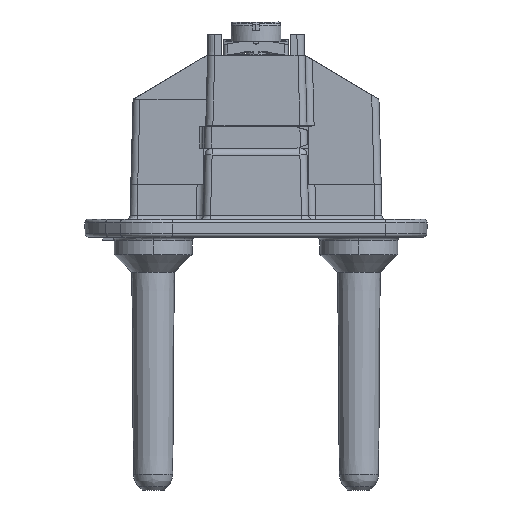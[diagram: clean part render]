
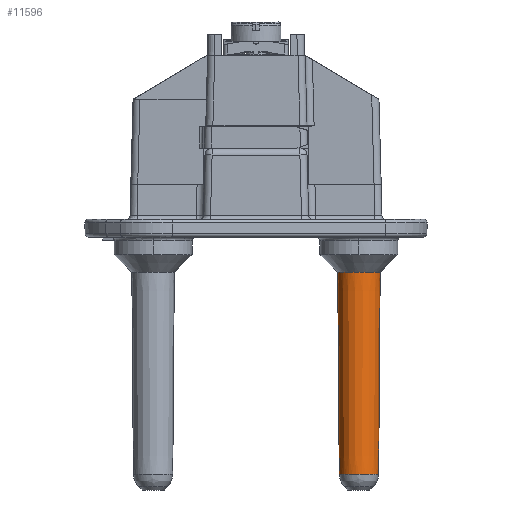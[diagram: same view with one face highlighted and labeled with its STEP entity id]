
A CAD part, left-side view. The second image highlights one B-rep face of the part: STEP entity #11596.
In plain terms, the highlighted conical face has half-angle 0.43 degrees and reference radius 2.875 mm.
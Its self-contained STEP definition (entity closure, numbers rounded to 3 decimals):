
#3889=CARTESIAN_POINT('',(4.45,-14.45,-7.42));
#3890=DIRECTION('',(0.,0.,-1.));
#3891=DIRECTION('',(0.,-1.,0.));
#3892=AXIS2_PLACEMENT_3D('',#3889,#3890,#3891);
#3913=DIRECTION('',(0.,-0.008,1.));
#3914=VECTOR('',#3913,28.348);
#3915=CARTESIAN_POINT('',(4.45,-17.219,
-35.767));
#3916=LINE('',#3915,#3914);
#3917=DIRECTION('',(0.,-0.008,-1.));
#3918=VECTOR('',#3917,28.348);
#3919=CARTESIAN_POINT('',(4.45,-11.469,
-7.42));
#3920=LINE('',#3919,#3918);
#3936=CARTESIAN_POINT('',(4.45,-14.45,-35.767));
#3937=DIRECTION('',(0.,0.,1.));
#3938=DIRECTION('',(0.,1.,0.));
#3939=AXIS2_PLACEMENT_3D('',#3936,#3937,#3938);
#5702=CARTESIAN_POINT('',(4.45,-17.431,
-7.42));
#5703=VERTEX_POINT('',#5702);
#5704=CARTESIAN_POINT('',(4.45,-11.469,
-7.42));
#5705=VERTEX_POINT('',#5704);
#5706=CARTESIAN_POINT('',(4.45,-17.219,
-35.767));
#5707=CARTESIAN_POINT('',(4.45,-11.681,-35.767));
#5708=VERTEX_POINT('',#5706);
#5709=VERTEX_POINT('',#5707);
#11585=CARTESIAN_POINT('',(4.45,-14.45,-21.593));
#11586=DIRECTION('',(0.,0.,1.));
#11587=DIRECTION('',(0.,1.,0.));
#11588=AXIS2_PLACEMENT_3D('',#11585,#11586,#11587);
#11589=CONICAL_SURFACE('',#11588,2.875,0.43);
#11590=ORIENTED_EDGE('',*,*,#11576,.F.);
#11591=ORIENTED_EDGE('',*,*,#11503,.F.);
#11592=ORIENTED_EDGE('',*,*,#11472,.F.);
#11593=ORIENTED_EDGE('',*,*,#11500,.F.);
#11594=EDGE_LOOP('',(#11590,#11591,#11592,#11593));
#11595=FACE_OUTER_BOUND('',#11594,.F.);
#11596=ADVANCED_FACE('',(#11595),#11589,.T.);
#3893=CIRCLE('',#3892,2.981);
#3940=CIRCLE('',#3939,2.769);
#11472=EDGE_CURVE('',#5703,#5705,#3893,.T.);
#11500=EDGE_CURVE('',#5708,#5703,#3916,.T.);
#11503=EDGE_CURVE('',#5705,#5709,#3920,.T.);
#11576=EDGE_CURVE('',#5709,#5708,#3940,.T.);
